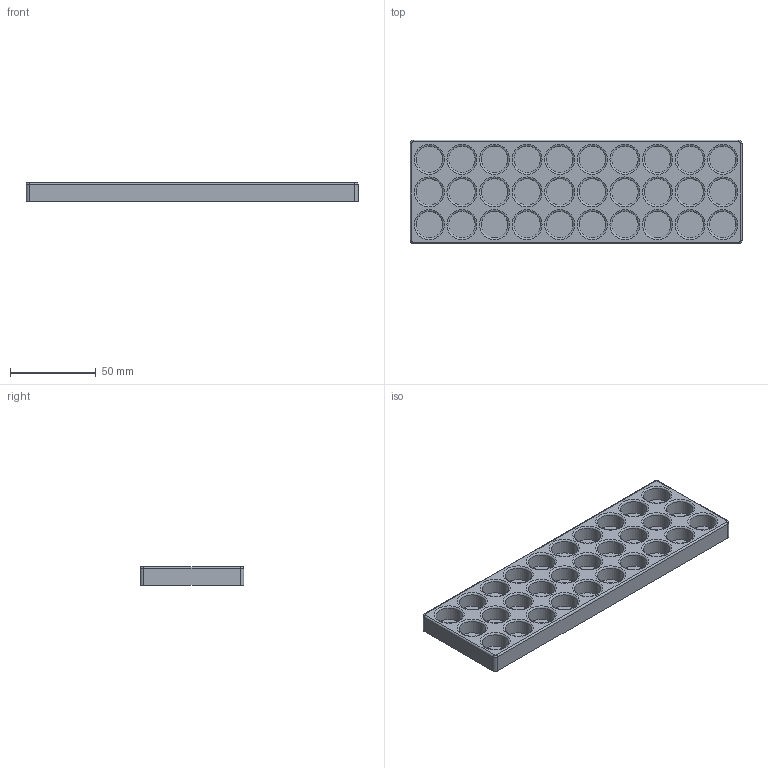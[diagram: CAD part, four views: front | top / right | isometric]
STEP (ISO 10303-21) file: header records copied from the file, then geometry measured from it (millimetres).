
FILE_DESCRIPTION(('FreeCAD Model'),'2;1');
FILE_NAME('Open CASCADE Shape Model','2025-05-10T14:48:16',(''),(''), 'Open CASCADE STEP processor 7.8','FreeCAD','Unknown');
FILE_SCHEMA(('AUTOMOTIVE_DESIGN { 1 0 10303 214 1 1 1 1 }'));
Length unit declared in the file: millimetre
Products named in the file (1): Body
Bounding box: 193.5 x 60.5 x 11 mm (x, y, z)
Volume: 77359.2 mm3; surface area: 41273.8 mm2
Topology: 1 solids, 1 shells, 108 faces, 190 edges, 114 vertices
Faces by surface type: cylinder 38, plane 36, torus 34
Full cylindrical faces by diameter (mm): 15.5 x30
Entity records: 2652 total; most frequent: DIRECTION 548, CARTESIAN_POINT 413, ORIENTED_EDGE 380, AXIS2_PLACEMENT_3D 249, EDGE_CURVE 190, CIRCLE 140, FACE_BOUND 138, EDGE_LOOP 138
